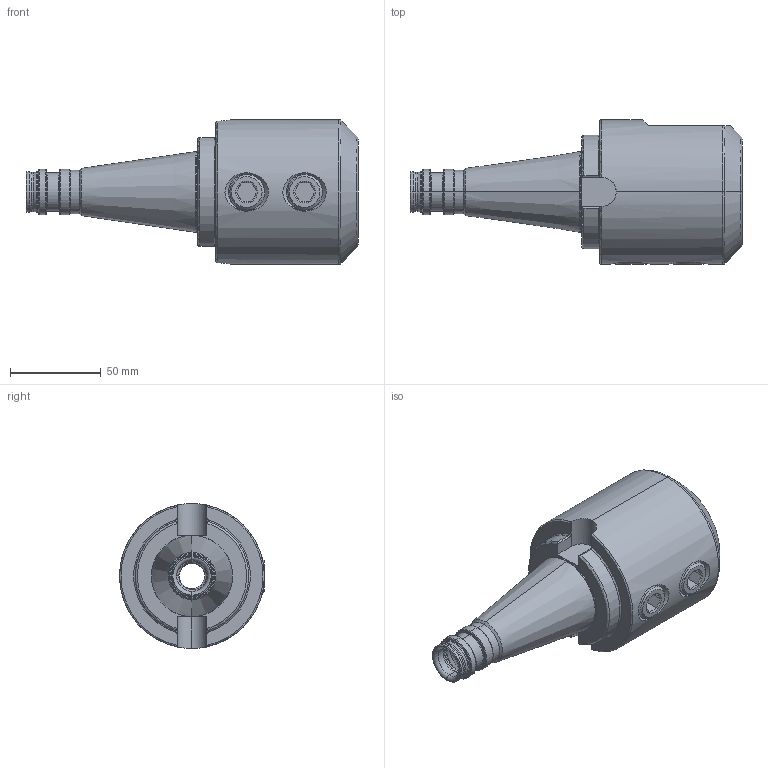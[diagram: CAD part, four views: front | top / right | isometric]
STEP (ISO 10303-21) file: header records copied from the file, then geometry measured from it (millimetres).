
FILE_DESCRIPTION (( 'STEP AP203' ), '1' );
FILE_NAME ('401.04.40.STEP', '2016-11-26T04:47:22', ( '' ), ( '' ), 'SwSTEP 2.0', 'SolidWorks 2012', '' );
FILE_SCHEMA (( 'CONFIG_CONTROL_DESIGN' ));
Length unit declared in the file: millimetre
Products named in the file (3): 401.04.40; 側固32_M20x2_20L
Assembly tree (3 placements, depth 2):
  401.04.40
    401.04.40
    側固32_M20x2_20L  x2
Bounding box: 183.4 x 80 x 80 mm (x, y, z)
Volume: 361267.9 mm3; surface area: 63680 mm2
Topology: 3 solids, 3 shells, 279 faces, 733 edges, 462 vertices
Faces by surface type: cylinder 131, cone 44, plane 42, torus 37, bspline 25
Entity records: 21863 total; most frequent: CARTESIAN_POINT 16352, ORIENTED_EDGE 1254, DIRECTION 936, EDGE_CURVE 627, VERTEX_POINT 395, AXIS2_PLACEMENT_3D 376, EDGE_LOOP 250, FACE_OUTER_BOUND 240
